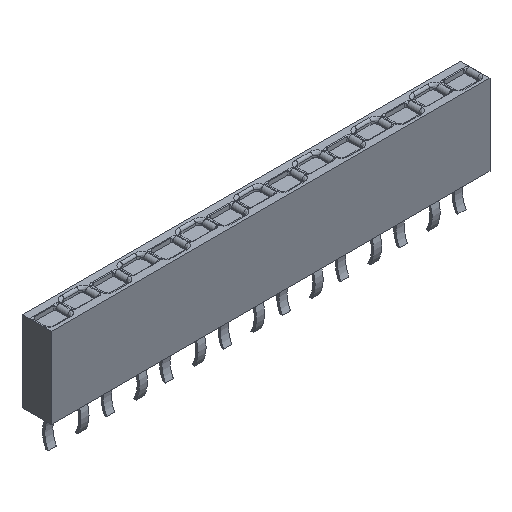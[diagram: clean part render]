
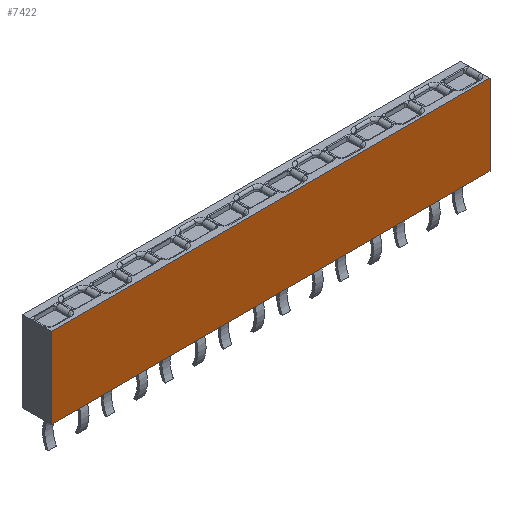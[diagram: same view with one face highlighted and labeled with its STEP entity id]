
A CAD part, isometric view. The second image highlights one B-rep face of the part: STEP entity #7422.
In plain terms, the highlighted planar face has unit normal (0, -1, 0).
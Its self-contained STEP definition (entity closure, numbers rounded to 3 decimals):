
#14=DIRECTION('',(1.,0.,0.));
#15=VECTOR('',#14,38.1);
#16=CARTESIAN_POINT('',(-19.05,-1.26,0.));
#17=LINE('',#16,#15);
#1567=DIRECTION('',(0.,0.,-1.));
#1568=VECTOR('',#1567,7.);
#1569=CARTESIAN_POINT('',(-19.05,-1.26,0.));
#1570=LINE('',#1569,#1568);
#1571=DIRECTION('',(0.,0.,-1.));
#1572=VECTOR('',#1571,7.);
#1573=CARTESIAN_POINT('',(19.05,-1.26,0.));
#1574=LINE('',#1573,#1572);
#1583=DIRECTION('',(1.,0.,0.));
#1584=VECTOR('',#1583,38.1);
#1585=CARTESIAN_POINT('',(-19.05,-1.26,-7.));
#1586=LINE('',#1585,#1584);
#5985=CARTESIAN_POINT('',(-19.05,-1.26,0.));
#5987=VERTEX_POINT('',#5985);
#5988=CARTESIAN_POINT('',(19.05,-1.26,0.));
#5989=VERTEX_POINT('',#5988);
#5993=CARTESIAN_POINT('',(-19.05,-1.26,-7.));
#5995=VERTEX_POINT('',#5993);
#5996=CARTESIAN_POINT('',(19.05,-1.26,-7.));
#5997=VERTEX_POINT('',#5996);
#7409=CARTESIAN_POINT('',(-19.05,-1.26,0.));
#7410=DIRECTION('',(0.,-1.,0.));
#7411=DIRECTION('',(1.,0.,0.));
#7412=AXIS2_PLACEMENT_3D('',#7409,#7410,#7411);
#7413=PLANE('',#7412);
#7414=ORIENTED_EDGE('',*,*,#7119,.T.);
#7416=ORIENTED_EDGE('',*,*,#7415,.T.);
#7418=ORIENTED_EDGE('',*,*,#7417,.F.);
#7419=ORIENTED_EDGE('',*,*,#7400,.F.);
#7420=EDGE_LOOP('',(#7414,#7416,#7418,#7419));
#7421=FACE_OUTER_BOUND('',#7420,.F.);
#7119=EDGE_CURVE('',#5987,#5989,#17,.T.);
#7400=EDGE_CURVE('',#5987,#5995,#1570,.T.);
#7415=EDGE_CURVE('',#5989,#5997,#1574,.T.);
#7417=EDGE_CURVE('',#5995,#5997,#1586,.T.);
#7422=ADVANCED_FACE('',(#7421),#7413,.T.);
